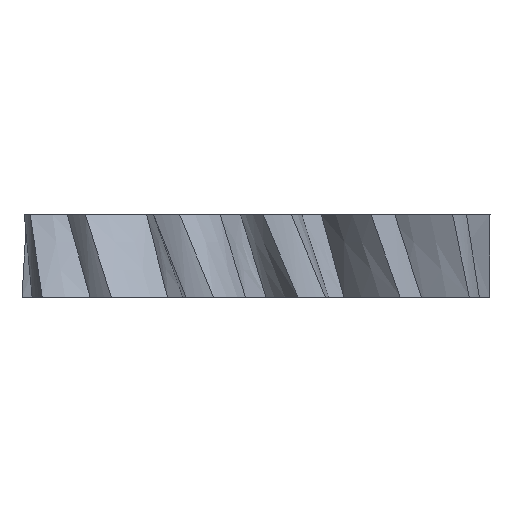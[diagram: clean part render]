
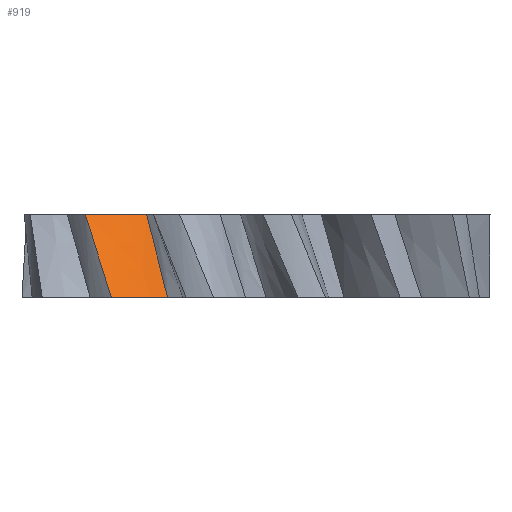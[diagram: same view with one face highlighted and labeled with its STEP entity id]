
A CAD part, front view. The second image highlights one B-rep face of the part: STEP entity #919.
In plain terms, the highlighted free-form (B-spline) face has degree [3, 3] with [4, 4] control points.
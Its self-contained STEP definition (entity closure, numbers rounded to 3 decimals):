
#70=FACE_OUTER_BOUND('',#124,.T.);
#124=EDGE_LOOP('',(#610,#611,#612,#613));
#205=B_SPLINE_CURVE_WITH_KNOTS('',3,(#1522,#1523,#1524,#1525),
 .UNSPECIFIED.,.F.,.F.,(4,4),(0.,0.15),.UNSPECIFIED.);
#211=B_SPLINE_CURVE_WITH_KNOTS('',3,(#1582,#1583,#1584,#1585),
 .UNSPECIFIED.,.F.,.F.,(4,4),(0.,0.416),.UNSPECIFIED.);
#212=B_SPLINE_CURVE_WITH_KNOTS('',3,(#1587,#1588,#1589,#1590),
 .UNSPECIFIED.,.F.,.F.,(4,4),(0.,0.15),.UNSPECIFIED.);
#213=B_SPLINE_CURVE_WITH_KNOTS('',3,(#1591,#1592,#1593,#1594),
 .UNSPECIFIED.,.F.,.F.,(4,4),(0.,0.377),
 .UNSPECIFIED.);
#326=VERTEX_POINT('',#1513);
#328=VERTEX_POINT('',#1521);
#332=VERTEX_POINT('',#1581);
#333=VERTEX_POINT('',#1586);
#439=EDGE_CURVE('',#328,#326,#205,.T.);
#445=EDGE_CURVE('',#332,#326,#211,.T.);
#446=EDGE_CURVE('',#333,#332,#212,.T.);
#447=EDGE_CURVE('',#328,#333,#213,.T.);
#610=ORIENTED_EDGE('',*,*,#445,.F.);
#611=ORIENTED_EDGE('',*,*,#446,.F.);
#612=ORIENTED_EDGE('',*,*,#447,.F.);
#613=ORIENTED_EDGE('',*,*,#439,.T.);
#880=B_SPLINE_SURFACE_WITH_KNOTS('',3,3,((#1565,#1566,#1567,#1568),(#1569,
#1570,#1571,#1572),(#1573,#1574,#1575,#1576),(#1577,#1578,#1579,#1580)),
 .UNSPECIFIED.,.F.,.F.,.F.,(4,4),(4,4),(0.,0.377),
(0.,0.15),.UNSPECIFIED.);
#919=ADVANCED_FACE('',(#70),#880,.F.);
#1513=CARTESIAN_POINT('',(-6.622,-7.957,5.));
#1521=CARTESIAN_POINT('',(-5.355,-8.859,0.));
#1522=CARTESIAN_POINT('Ctrl Pts',(-5.355,-8.859,0.));
#1523=CARTESIAN_POINT('Ctrl Pts',(-5.799,-8.59,1.667));
#1524=CARTESIAN_POINT('Ctrl Pts',(-6.223,-8.289,3.333));
#1525=CARTESIAN_POINT('Ctrl Pts',(-6.622,-7.957,5.));
#1565=CARTESIAN_POINT('Ctrl Pts',(-5.355,-8.859,0.));
#1566=CARTESIAN_POINT('Ctrl Pts',(-5.799,-8.59,1.667));
#1567=CARTESIAN_POINT('Ctrl Pts',(-6.223,-8.289,3.333));
#1568=CARTESIAN_POINT('Ctrl Pts',(-6.622,-7.957,5.));
#1569=CARTESIAN_POINT('Ctrl Pts',(-6.332,-9.84,0.));
#1570=CARTESIAN_POINT('Ctrl Pts',(-6.825,-9.523,1.667));
#1571=CARTESIAN_POINT('Ctrl Pts',(-7.294,-9.168,3.333));
#1572=CARTESIAN_POINT('Ctrl Pts',(-7.734,-8.78,5.));
#1573=CARTESIAN_POINT('Ctrl Pts',(-7.495,-10.634,0.));
#1574=CARTESIAN_POINT('Ctrl Pts',(-8.028,-10.259,1.667));
#1575=CARTESIAN_POINT('Ctrl Pts',(-8.532,-9.843,3.333));
#1576=CARTESIAN_POINT('Ctrl Pts',(-9.003,-9.392,5.));
#1577=CARTESIAN_POINT('Ctrl Pts',(-8.764,-11.187,0.));
#1578=CARTESIAN_POINT('Ctrl Pts',(-9.325,-10.747,1.667));
#1579=CARTESIAN_POINT('Ctrl Pts',(-9.852,-10.266,3.333));
#1580=CARTESIAN_POINT('Ctrl Pts',(-10.341,-9.748,5.));
#1581=CARTESIAN_POINT('',(-10.341,-9.748,5.));
#1582=CARTESIAN_POINT('Ctrl Pts',(-10.341,-9.748,5.));
#1583=CARTESIAN_POINT('Ctrl Pts',(-9.003,-9.392,5.));
#1584=CARTESIAN_POINT('Ctrl Pts',(-7.734,-8.78,5.));
#1585=CARTESIAN_POINT('Ctrl Pts',(-6.622,-7.957,5.));
#1586=CARTESIAN_POINT('',(-8.764,-11.187,0.));
#1587=CARTESIAN_POINT('Ctrl Pts',(-8.764,-11.187,0.));
#1588=CARTESIAN_POINT('Ctrl Pts',(-9.325,-10.747,1.667));
#1589=CARTESIAN_POINT('Ctrl Pts',(-9.852,-10.266,3.333));
#1590=CARTESIAN_POINT('Ctrl Pts',(-10.341,-9.748,5.));
#1591=CARTESIAN_POINT('Ctrl Pts',(-5.355,-8.859,0.));
#1592=CARTESIAN_POINT('Ctrl Pts',(-6.332,-9.84,0.));
#1593=CARTESIAN_POINT('Ctrl Pts',(-7.495,-10.634,0.));
#1594=CARTESIAN_POINT('Ctrl Pts',(-8.764,-11.187,0.));
